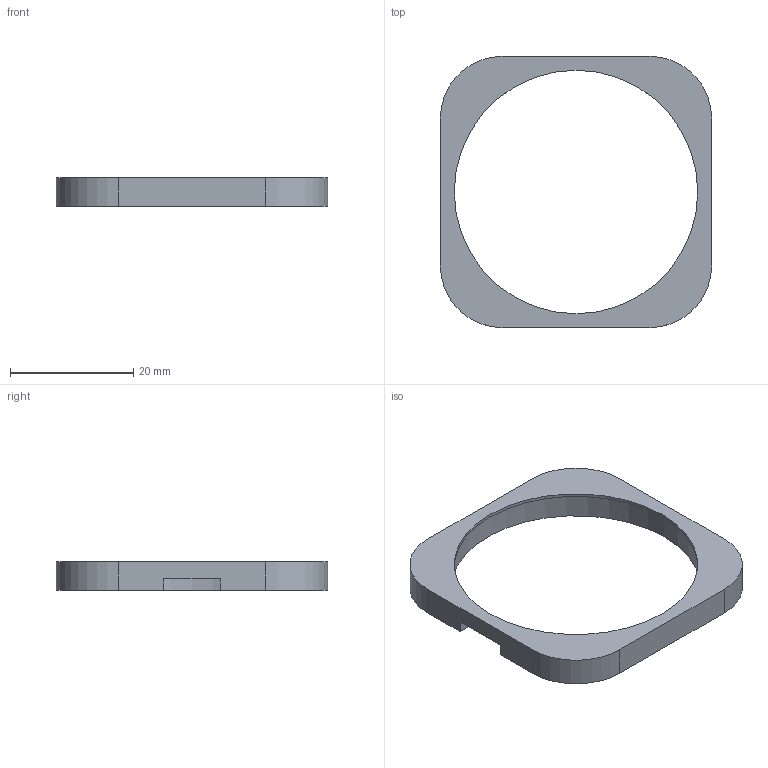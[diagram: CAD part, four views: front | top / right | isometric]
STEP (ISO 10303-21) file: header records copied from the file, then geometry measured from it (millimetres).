
FILE_DESCRIPTION(/* description */ ('STEP AP242','CAx-IF Rec.Pracs.---Representation and Presentation of Product Manufacturing Information (PMI)---4.0---2014-10-13','CAx-IF Rec.Pracs.---3D Tessellated Geometry---0.4---2014-09-14','2;1'),/* implementation_level */ '2;1');
FILE_NAME(/* name */ '6550edaa11bf9a501e317a16',/* time_stamp */ '2023-11-12T15:22:18Z',/* author */ (''),/* organization */ (''),/* preprocessor_version */ 'ST-DEVELOPER v19.4',/* originating_system */ ' ',/* authorisation */ ' ');
FILE_SCHEMA (('AP242_MANAGED_MODEL_BASED_3D_ENGINEERING_MIM_LF { 1 0 10303 442 1 1 4 }'));
Length unit declared in the file: metre
Products named in the file (1): Part 1
Bounding box: 44 x 44 x 4.7 mm (x, y, z)
Volume: 2546.4 mm3; surface area: 2677.9 mm2
Topology: 1 solids, 1 shells, 24 faces, 54 edges, 36 vertices
Faces by surface type: plane 14, cylinder 10
Full cylindrical faces by diameter (mm): 3.3 x4, 39.5 x1, 40.5 x1
Entity records: 666 total; most frequent: DIRECTION 118, CARTESIAN_POINT 107, ORIENTED_EDGE 94, EDGE_CURVE 47, AXIS2_PLACEMENT_3D 46, EDGE_LOOP 36, FACE_BOUND 36, VERTEX_POINT 35
